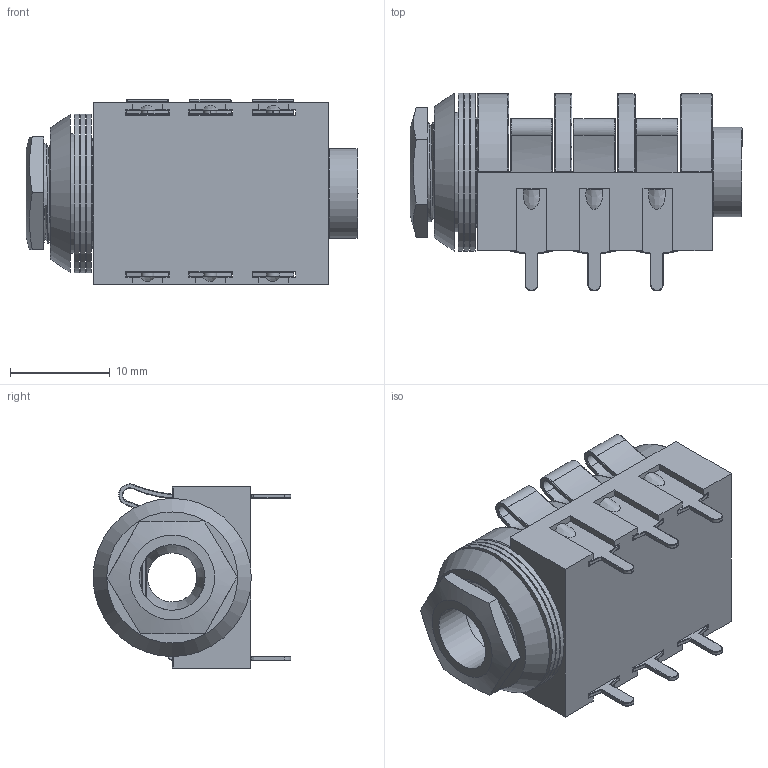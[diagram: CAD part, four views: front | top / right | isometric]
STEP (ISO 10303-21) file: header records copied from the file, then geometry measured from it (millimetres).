
FILE_DESCRIPTION(('STEP AP203'), '1');
FILE_NAME('MZT-223 Jack Socket - Stereo chassis jack, O 6.3mm', '2021-04-22T17:20:23', ('McManus '), (''), 'ASCON STEP Converter 1.6', 'ASCON Math Kernel', '');
FILE_SCHEMA(('CONFIG_CONTROL_DESIGN'));
Length unit declared in the file: millimetre
Assembly tree (12 placements, depth 2):
  (unnamed)
    (unnamed)
    (unnamed)  x3
    (unnamed)  x3
    (unnamed)
    (unnamed)
    (unnamed)  x3
Bounding box: 33.36 x 19.88 x 18.5 mm (x, y, z)
Volume: 4668.7 mm3; surface area: 6368.1 mm2
Topology: 9 solids, 21 shells, 700 faces, 1635 edges, 948 vertices
Faces by surface type: cylinder 275, plane 167, torus 122, bspline 79, sphere 49, cone 8
Full cylindrical faces by diameter (mm): 2 x6, 6.6 x1, 6.7 x1, 9 x1, 11 x5, 12 x1, 15.9 x3
Entity records: 29588 total; most frequent: CARTESIAN_POINT 18841, ORIENTED_EDGE 1604, DIRECTION 1489, EDGE_CURVE 807, AXIS2_PLACEMENT_3D 557, VERTEX_POINT 504, EDGE_LOOP 385, LINE 375
